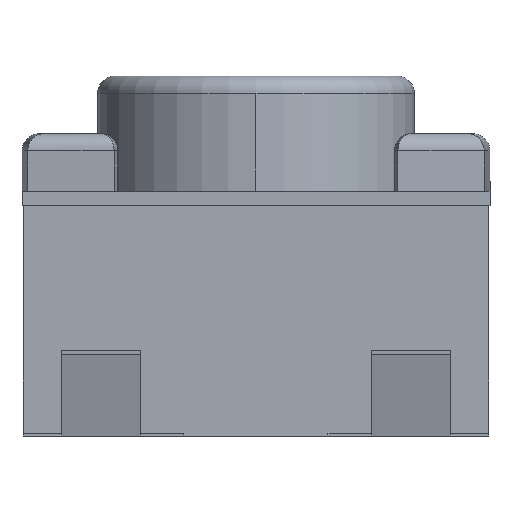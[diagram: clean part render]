
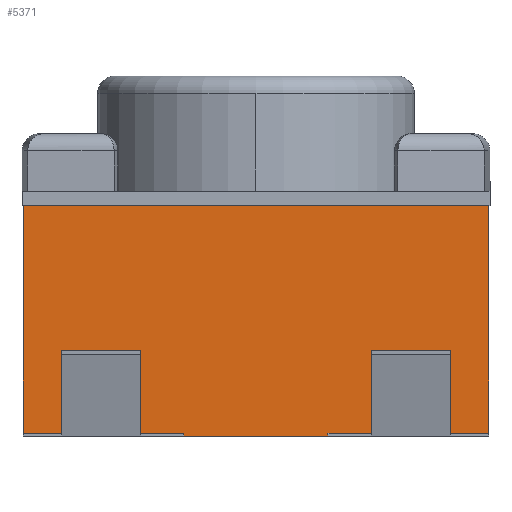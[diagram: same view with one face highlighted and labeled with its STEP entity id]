
A CAD part, left-side view. The second image highlights one B-rep face of the part: STEP entity #5371.
In plain terms, the highlighted planar face has unit normal (-1, 0, 0).
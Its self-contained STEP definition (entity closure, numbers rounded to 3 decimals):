
#37 = CARTESIAN_POINT ( 'NONE',  ( -2.09, -1.615, -1.7 ) ) ;
#66 = ORIENTED_EDGE ( 'NONE', *, *, #10822, .T. ) ;
#117 = LINE ( 'NONE', #10182, #6052 ) ;
#205 = LINE ( 'NONE', #15319, #4880 ) ;
#374 = LINE ( 'NONE', #11583, #11494 ) ;
#400 = CARTESIAN_POINT ( 'NONE',  ( -2.09, 0.5, -1.68 ) ) ;
#574 = DIRECTION ( 'NONE',  ( 0., 0., 1. ) ) ;
#699 = DIRECTION ( 'NONE',  ( 0., 0., -1. ) ) ;
#713 = CARTESIAN_POINT ( 'NONE',  ( -2.09, 1.615, -1.68 ) ) ;
#835 = EDGE_LOOP ( 'NONE', ( #2578, #13156, #5689, #2097, #9938, #2995, #7236, #1831, #4159, #66, #13634, #9340, #4997, #15805, #7507, #11825 ) ) ;
#978 = VERTEX_POINT ( 'NONE', #6800 ) ;
#1155 = EDGE_CURVE ( 'NONE', #10177, #10179, #11244, .T. ) ;
#1393 = CARTESIAN_POINT ( 'NONE',  ( -2.09, -1.615, -0.1 ) ) ;
#1426 = CARTESIAN_POINT ( 'NONE',  ( -2.09, 0.8, -1.68 ) ) ;
#1612 = VECTOR ( 'NONE', #12852, 1000. ) ;
#1716 = CARTESIAN_POINT ( 'NONE',  ( -2.09, -1.35, -1.58 ) ) ;
#1750 = VECTOR ( 'NONE', #7503, 1000. ) ;
#1831 = ORIENTED_EDGE ( 'NONE', *, *, #1155, .T. ) ;
#2097 = ORIENTED_EDGE ( 'NONE', *, *, #4575, .F. ) ;
#2333 = VERTEX_POINT ( 'NONE', #10708 ) ;
#2406 = DIRECTION ( 'NONE',  ( 0., 0., -1. ) ) ;
#2411 = DIRECTION ( 'NONE',  ( 0., 1., 0. ) ) ;
#2416 = DIRECTION ( 'NONE',  ( 0., 0., -1. ) ) ;
#2578 = ORIENTED_EDGE ( 'NONE', *, *, #11141, .F. ) ;
#2886 = EDGE_CURVE ( 'NONE', #2333, #5234, #12720, .T. ) ;
#2995 = ORIENTED_EDGE ( 'NONE', *, *, #8806, .F. ) ;
#3134 = CARTESIAN_POINT ( 'NONE',  ( -2.09, 1.615, -1.68 ) ) ;
#3148 = VECTOR ( 'NONE', #574, 1000. ) ;
#3161 = LINE ( 'NONE', #13212, #4639 ) ;
#3649 = DIRECTION ( 'NONE',  ( 0., 0., 1. ) ) ;
#3923 = FACE_OUTER_BOUND ( 'NONE', #835, .T. ) ;
#4159 = ORIENTED_EDGE ( 'NONE', *, *, #6071, .F. ) ;
#4453 = CARTESIAN_POINT ( 'NONE',  ( -2.09, 1.615, -1.7 ) ) ;
#4575 = EDGE_CURVE ( 'NONE', #11135, #11105, #8267, .T. ) ;
#4639 = VECTOR ( 'NONE', #6767, 1000. ) ;
#4699 = VECTOR ( 'NONE', #14634, 1000. ) ;
#4880 = VECTOR ( 'NONE', #9603, 1000. ) ;
#4997 = ORIENTED_EDGE ( 'NONE', *, *, #15842, .F. ) ;
#5066 = DIRECTION ( 'NONE',  ( 1., 0., 0. ) ) ;
#5234 = VERTEX_POINT ( 'NONE', #11173 ) ;
#5285 = EDGE_CURVE ( 'NONE', #5234, #978, #11261, .T. ) ;
#5371 = ADVANCED_FACE ( 'NONE', ( #3923 ), #11335, .F. ) ;
#5383 = CARTESIAN_POINT ( 'NONE',  ( -2.09, -0.5, -1.68 ) ) ;
#5689 = ORIENTED_EDGE ( 'NONE', *, *, #7292, .F. ) ;
#5732 = DIRECTION ( 'NONE',  ( 0., 1., 0. ) ) ;
#5782 = VERTEX_POINT ( 'NONE', #9624 ) ;
#5805 = VECTOR ( 'NONE', #5732, 1000. ) ;
#5977 = EDGE_CURVE ( 'NONE', #13676, #7128, #374, .T. ) ;
#6034 = CARTESIAN_POINT ( 'NONE',  ( -2.09, 1.35, -1.58 ) ) ;
#6052 = VECTOR ( 'NONE', #12351, 1000. ) ;
#6071 = EDGE_CURVE ( 'NONE', #9383, #10179, #205, .T. ) ;
#6388 = EDGE_CURVE ( 'NONE', #10177, #10713, #3161, .T. ) ;
#6416 = VECTOR ( 'NONE', #699, 1000. ) ;
#6490 = CARTESIAN_POINT ( 'NONE',  ( -2.09, -1.615, -1.68 ) ) ;
#6587 = DIRECTION ( 'NONE',  ( 0., -1., 0. ) ) ;
#6601 = VERTEX_POINT ( 'NONE', #8814 ) ;
#6659 = LINE ( 'NONE', #400, #1750 ) ;
#6760 = LINE ( 'NONE', #13821, #6855 ) ;
#6767 = DIRECTION ( 'NONE',  ( 0., 1., 0. ) ) ;
#6800 = CARTESIAN_POINT ( 'NONE',  ( -2.09, 0.8, -1.68 ) ) ;
#6855 = VECTOR ( 'NONE', #2411, 1000. ) ;
#7128 = VERTEX_POINT ( 'NONE', #9776 ) ;
#7236 = ORIENTED_EDGE ( 'NONE', *, *, #6388, .F. ) ;
#7292 = EDGE_CURVE ( 'NONE', #11105, #6601, #117, .T. ) ;
#7503 = DIRECTION ( 'NONE',  ( 0., 0., -1. ) ) ;
#7507 = ORIENTED_EDGE ( 'NONE', *, *, #2886, .T. ) ;
#7521 = CARTESIAN_POINT ( 'NONE',  ( -2.09, -1.35, -1.58 ) ) ;
#8091 = VECTOR ( 'NONE', #2406, 1000. ) ;
#8267 = LINE ( 'NONE', #14561, #6416 ) ;
#8343 = LINE ( 'NONE', #6034, #4699 ) ;
#8806 = EDGE_CURVE ( 'NONE', #10713, #10053, #11601, .T. ) ;
#8814 = CARTESIAN_POINT ( 'NONE',  ( -2.09, 0.5, -1.7 ) ) ;
#8970 = CARTESIAN_POINT ( 'NONE',  ( -2.09, -0.8, -1.68 ) ) ;
#9008 = DIRECTION ( 'NONE',  ( 0., 1., 0. ) ) ;
#9340 = ORIENTED_EDGE ( 'NONE', *, *, #13840, .F. ) ;
#9383 = VERTEX_POINT ( 'NONE', #6490 ) ;
#9507 = CARTESIAN_POINT ( 'NONE',  ( -2.09, -0.8, -1.58 ) ) ;
#9603 = DIRECTION ( 'NONE',  ( 0., 1., 0. ) ) ;
#9624 = CARTESIAN_POINT ( 'NONE',  ( -2.09, 1.35, -1.68 ) ) ;
#9640 = VECTOR ( 'NONE', #6587, 1000. ) ;
#9776 = CARTESIAN_POINT ( 'NONE',  ( -2.09, 1.615, -0.1 ) ) ;
#9900 = VECTOR ( 'NONE', #9008, 1000. ) ;
#9938 = ORIENTED_EDGE ( 'NONE', *, *, #15982, .F. ) ;
#10053 = VERTEX_POINT ( 'NONE', #8970 ) ;
#10177 = VERTEX_POINT ( 'NONE', #1716 ) ;
#10179 = VERTEX_POINT ( 'NONE', #10712 ) ;
#10181 = DIRECTION ( 'NONE',  ( 0., 0., -1. ) ) ;
#10182 = CARTESIAN_POINT ( 'NONE',  ( -2.09, -1.615, -1.7 ) ) ;
#10215 = CARTESIAN_POINT ( 'NONE',  ( -2.09, 0.5, -1.68 ) ) ;
#10232 = CARTESIAN_POINT ( 'NONE',  ( -2.09, 1.35, -1.58 ) ) ;
#10519 = DIRECTION ( 'NONE',  ( 0., 1., 0. ) ) ;
#10708 = CARTESIAN_POINT ( 'NONE',  ( -2.09, 1.35, -1.58 ) ) ;
#10712 = CARTESIAN_POINT ( 'NONE',  ( -2.09, -1.35, -1.68 ) ) ;
#10713 = VERTEX_POINT ( 'NONE', #9507 ) ;
#10752 = EDGE_CURVE ( 'NONE', #12160, #6601, #6659, .T. ) ;
#10822 = EDGE_CURVE ( 'NONE', #9383, #13676, #15204, .T. ) ;
#11105 = VERTEX_POINT ( 'NONE', #14500 ) ;
#11135 = VERTEX_POINT ( 'NONE', #5383 ) ;
#11141 = EDGE_CURVE ( 'NONE', #12160, #978, #14230, .T. ) ;
#11173 = CARTESIAN_POINT ( 'NONE',  ( -2.09, 0.8, -1.58 ) ) ;
#11244 = LINE ( 'NONE', #7521, #8091 ) ;
#11261 = LINE ( 'NONE', #13658, #13807 ) ;
#11335 = PLANE ( 'NONE',  #14649 ) ;
#11494 = VECTOR ( 'NONE', #10519, 1000. ) ;
#11583 = CARTESIAN_POINT ( 'NONE',  ( -2.09, -1.615, -0.1 ) ) ;
#11601 = LINE ( 'NONE', #14340, #1612 ) ;
#11825 = ORIENTED_EDGE ( 'NONE', *, *, #5285, .T. ) ;
#11999 = LINE ( 'NONE', #713, #5805 ) ;
#12160 = VERTEX_POINT ( 'NONE', #10215 ) ;
#12301 = VERTEX_POINT ( 'NONE', #3134 ) ;
#12351 = DIRECTION ( 'NONE',  ( 0., 1., 0. ) ) ;
#12508 = EDGE_CURVE ( 'NONE', #2333, #5782, #8343, .T. ) ;
#12557 = VECTOR ( 'NONE', #3649, 1000. ) ;
#12720 = LINE ( 'NONE', #10232, #9640 ) ;
#12852 = DIRECTION ( 'NONE',  ( 0., 0., -1. ) ) ;
#13156 = ORIENTED_EDGE ( 'NONE', *, *, #10752, .T. ) ;
#13191 = LINE ( 'NONE', #4453, #3148 ) ;
#13212 = CARTESIAN_POINT ( 'NONE',  ( -2.09, -1.35, -1.58 ) ) ;
#13634 = ORIENTED_EDGE ( 'NONE', *, *, #5977, .T. ) ;
#13658 = CARTESIAN_POINT ( 'NONE',  ( -2.09, 0.8, -1.58 ) ) ;
#13676 = VERTEX_POINT ( 'NONE', #1393 ) ;
#13712 = CARTESIAN_POINT ( 'NONE',  ( -2.09, -1.615, -1.7 ) ) ;
#13807 = VECTOR ( 'NONE', #2416, 1000. ) ;
#13821 = CARTESIAN_POINT ( 'NONE',  ( -2.09, -0.8, -1.68 ) ) ;
#13840 = EDGE_CURVE ( 'NONE', #12301, #7128, #13191, .T. ) ;
#14230 = LINE ( 'NONE', #1426, #9900 ) ;
#14340 = CARTESIAN_POINT ( 'NONE',  ( -2.09, -0.8, -1.58 ) ) ;
#14500 = CARTESIAN_POINT ( 'NONE',  ( -2.09, -0.5, -1.7 ) ) ;
#14561 = CARTESIAN_POINT ( 'NONE',  ( -2.09, -0.5, -1.68 ) ) ;
#14634 = DIRECTION ( 'NONE',  ( 0., 0., -1. ) ) ;
#14649 = AXIS2_PLACEMENT_3D ( 'NONE', #37, #5066, #10181 ) ;
#15204 = LINE ( 'NONE', #13712, #12557 ) ;
#15319 = CARTESIAN_POINT ( 'NONE',  ( -2.09, -1.615, -1.68 ) ) ;
#15805 = ORIENTED_EDGE ( 'NONE', *, *, #12508, .F. ) ;
#15842 = EDGE_CURVE ( 'NONE', #5782, #12301, #11999, .T. ) ;
#15982 = EDGE_CURVE ( 'NONE', #10053, #11135, #6760, .T. ) ;
